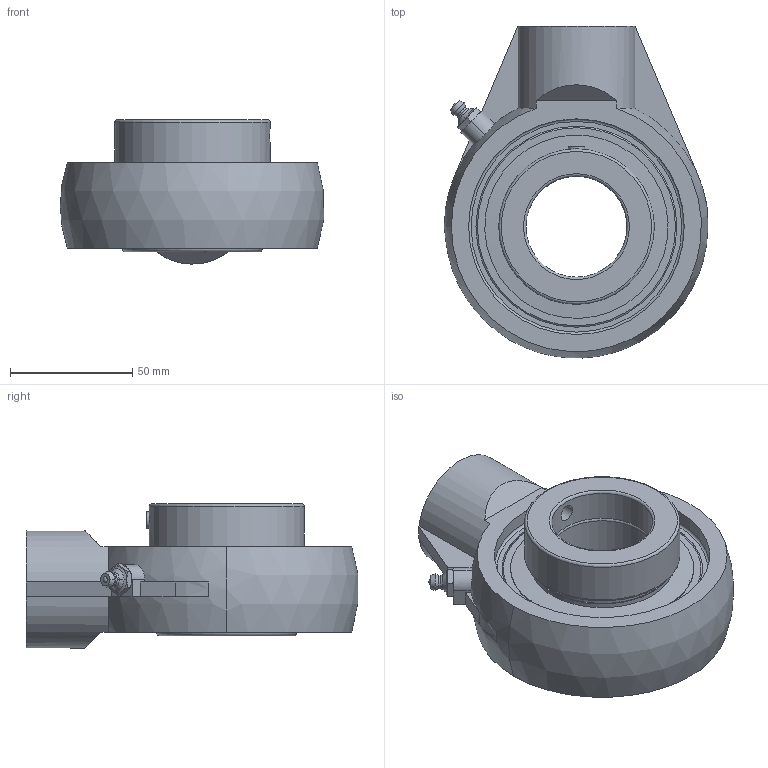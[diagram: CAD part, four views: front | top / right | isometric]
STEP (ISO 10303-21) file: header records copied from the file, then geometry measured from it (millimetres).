
FILE_DESCRIPTION(('HOOPS Exchange Step'),'2;1');
FILE_NAME('export-51AC6EF8-FC25-412A-B933-C7282AC310F1.stp','2019-12-13T13:26:18-08:00',('ibuslach'),('Alibre'),'HOOPS Exchange 2019.2','Alibre','Unknown authorisation');
FILE_SCHEMA( ('AP242_MANAGED_MODEL_BASED_3D_ENGINEERING_MIM_LF {1 0 10303 442 1 1 4 }') );
Length unit declared in the file: centimetre
Products named in the file (8): MRN SHA 209; ZERK 6mm; SNC 209-26 RACES; SNC 209 SHIELD; SNC 209-26 COLLAR; SNC 207 SS; MRN SNC 209-26; MRN SNCHA 209-26
Assembly tree (8 placements, depth 3):
  MRN SNCHA 209-26
    MRN SHA 209
    ZERK 6mm
    MRN SNC 209-26
      SNC 209-26 RACES
      SNC 209 SHIELD  x2
      SNC 209-26 COLLAR
      SNC 207 SS
Bounding box: 107.66 x 135.62 x 58.87 mm (x, y, z)
Volume: 255158.7 mm3; surface area: 84471.4 mm2
Topology: 8 solids, 8 shells, 171 faces, 444 edges, 287 vertices
Faces by surface type: plane 60, cylinder 45, cone 32, torus 19, sphere 11, bspline 4
Full cylindrical faces by diameter (mm): 2.26 x2, 6 x2, 6.782 x3, 25.4 x1, 41.275 x2, 50.292 x2, 57.15 x4, 57.912 x2, 63.5 x1, 71.381 x2, 74.93 x2, 88.104 x1, 90.104 x1
Entity records: 8288 total; most frequent: CARTESIAN_POINT 3994, DIRECTION 936, ORIENTED_EDGE 832, EDGE_CURVE 416, AXIS2_PLACEMENT_3D 400, VERTEX_POINT 273, CIRCLE 214, EDGE_LOOP 189
